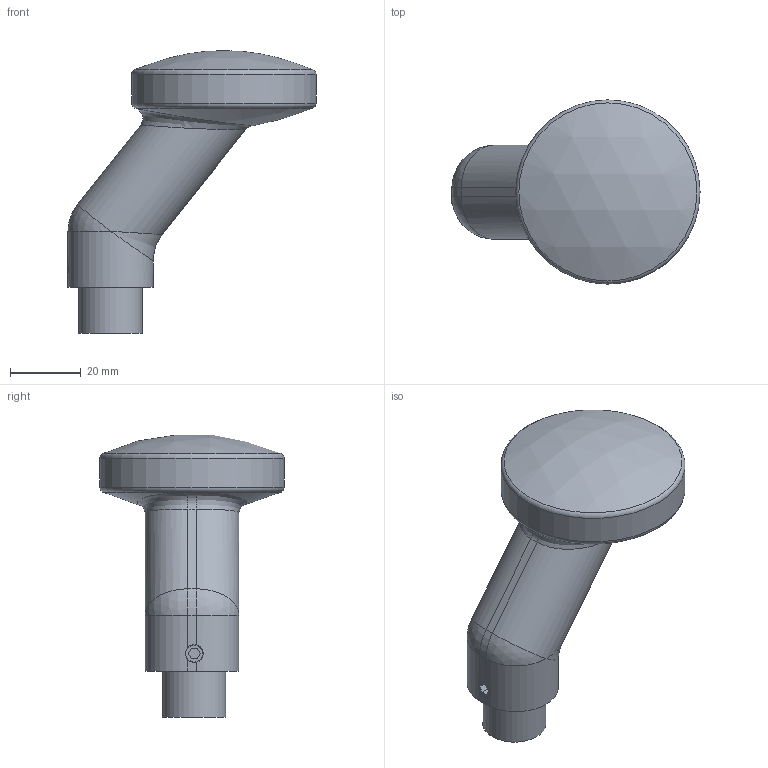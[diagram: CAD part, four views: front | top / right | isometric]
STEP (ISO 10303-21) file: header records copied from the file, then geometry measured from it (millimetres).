
FILE_DESCRIPTION (( 'STEP AP203' ), '1' );
FILE_NAME ('15537-AMF.STEP', '2022-05-13T12:12:58', ( '' ), ( '' ), 'SwSTEP 2.0', 'SolidWorks 2018', '' );
FILE_SCHEMA (( 'CONFIG_CONTROL_DESIGN' ));
Length unit declared in the file: millimetre
Products named in the file (3): 15537-AMF Teil1_15537-AMF Teil1; DIN914_DIN 914 M6x8; 15537-AMF
Assembly tree (2 placements, depth 2):
  15537-AMF
    15537-AMF Teil1_15537-AMF Teil1
    DIN914_DIN 914 M6x8
Bounding box: 70 x 52 x 79.77 mm (x, y, z)
Volume: 63089.9 mm3; surface area: 12667.4 mm2
Topology: 2 solids, 2 shells, 267 faces, 705 edges, 462 vertices
Faces by surface type: plane 161, bspline 82, cylinder 14, sphere 4, torus 4, cone 2
Full cylindrical faces by diameter (mm): 5 x1, 6 x1, 17.8 x1, 52 x1
Entity records: 12856 total; most frequent: CARTESIAN_POINT 6555, ORIENTED_EDGE 1380, DIRECTION 943, EDGE_CURVE 690, LINE 485, VECTOR 485, VERTEX_POINT 459, EDGE_LOOP 301
